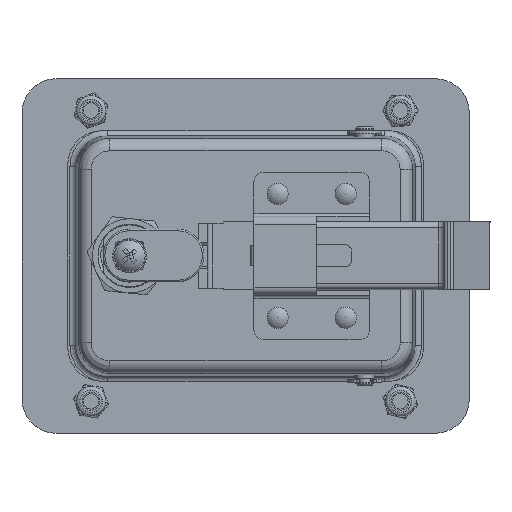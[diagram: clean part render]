
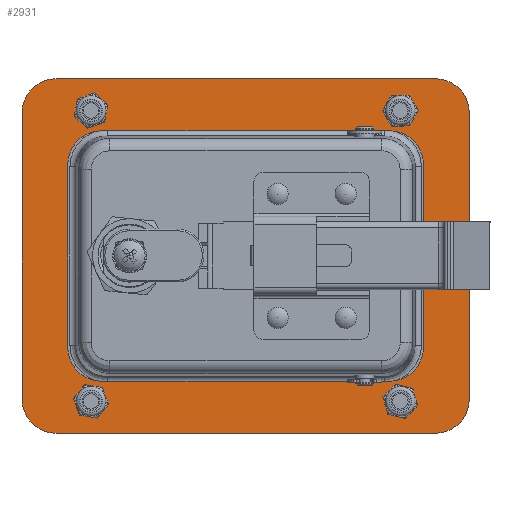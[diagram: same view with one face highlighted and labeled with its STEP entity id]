
A CAD part, top view. The second image highlights one B-rep face of the part: STEP entity #2931.
In plain terms, the highlighted planar face has unit normal (0, 0, 1).
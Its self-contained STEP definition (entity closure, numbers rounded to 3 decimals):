
#2931=ADVANCED_FACE('',(#5508,#5509,#5510,#5511,#5512,#5513),#5514,.F.);
#5508=FACE_BOUND('',#14173,.T.);
#5509=FACE_BOUND('',#14174,.T.);
#5510=FACE_BOUND('',#14175,.T.);
#5511=FACE_BOUND('',#14176,.T.);
#5512=FACE_OUTER_BOUND('',#14177,.T.);
#5513=FACE_BOUND('',#14178,.T.);
#5514=PLANE('',#14179);
#14173=EDGE_LOOP('',(#23206));
#14174=EDGE_LOOP('',(#23207));
#14175=EDGE_LOOP('',(#23208));
#14176=EDGE_LOOP('',(#23209));
#14177=EDGE_LOOP('',(#23210,#23211,#23212,#23213,#23214,#23215,#23216,#23217));
#14178=EDGE_LOOP('',(#23218,#23219,#23220,#23221,#23222,#23223,#23224,#23225));
#14179=AXIS2_PLACEMENT_3D('',#23226,#23227,#23228);
#23206=ORIENTED_EDGE('',*,*,#26682,.T.);
#23207=ORIENTED_EDGE('',*,*,#26683,.T.);
#23208=ORIENTED_EDGE('',*,*,#26684,.T.);
#23209=ORIENTED_EDGE('',*,*,#26685,.T.);
#23210=ORIENTED_EDGE('',*,*,#26694,.F.);
#23211=ORIENTED_EDGE('',*,*,#26656,.T.);
#23212=ORIENTED_EDGE('',*,*,#26695,.F.);
#23213=ORIENTED_EDGE('',*,*,#26644,.T.);
#23214=ORIENTED_EDGE('',*,*,#26696,.F.);
#23215=ORIENTED_EDGE('',*,*,#26648,.T.);
#23216=ORIENTED_EDGE('',*,*,#26697,.F.);
#23217=ORIENTED_EDGE('',*,*,#26652,.T.);
#23218=ORIENTED_EDGE('',*,*,#26698,.T.);
#23219=ORIENTED_EDGE('',*,*,#26674,.T.);
#23220=ORIENTED_EDGE('',*,*,#26699,.T.);
#23221=ORIENTED_EDGE('',*,*,#26668,.T.);
#23222=ORIENTED_EDGE('',*,*,#26700,.T.);
#23223=ORIENTED_EDGE('',*,*,#26659,.T.);
#23224=ORIENTED_EDGE('',*,*,#26701,.T.);
#23225=ORIENTED_EDGE('',*,*,#26680,.T.);
#23226=CARTESIAN_POINT('',(-72.3,-57.3,1.5));
#23227=DIRECTION('',(-0.0,0.0,-1.0));
#23228=DIRECTION('',(-1.0,0.,0.0));
#26644=EDGE_CURVE('',#31396,#31394,#31397,.F.);
#26648=EDGE_CURVE('',#31404,#31402,#31405,.F.);
#26652=EDGE_CURVE('',#31412,#31410,#31413,.F.);
#26656=EDGE_CURVE('',#31420,#31418,#31421,.F.);
#26659=EDGE_CURVE('',#31425,#31423,#31426,.T.);
#26668=EDGE_CURVE('',#31440,#31438,#31441,.T.);
#26674=EDGE_CURVE('',#31450,#31448,#31451,.T.);
#26680=EDGE_CURVE('',#31460,#31458,#31461,.T.);
#26682=EDGE_CURVE('',#31463,#31463,#31464,.T.);
#26683=EDGE_CURVE('',#31465,#31465,#31466,.T.);
#26684=EDGE_CURVE('',#31467,#31467,#31468,.T.);
#26685=EDGE_CURVE('',#31469,#31469,#31470,.T.);
#26694=EDGE_CURVE('',#31420,#31410,#31479,.T.);
#26695=EDGE_CURVE('',#31396,#31418,#31480,.T.);
#26696=EDGE_CURVE('',#31404,#31394,#31481,.T.);
#26697=EDGE_CURVE('',#31412,#31402,#31482,.T.);
#26698=EDGE_CURVE('',#31458,#31450,#31483,.T.);
#26699=EDGE_CURVE('',#31448,#31440,#31484,.T.);
#26700=EDGE_CURVE('',#31438,#31425,#31485,.T.);
#26701=EDGE_CURVE('',#31423,#31460,#31486,.T.);
#31394=VERTEX_POINT('',#40663);
#31396=VERTEX_POINT('',#40666);
#31397=CIRCLE('',#40667,11.);
#31402=VERTEX_POINT('',#40673);
#31404=VERTEX_POINT('',#40676);
#31405=CIRCLE('',#40677,11.);
#31410=VERTEX_POINT('',#40683);
#31412=VERTEX_POINT('',#40686);
#31413=CIRCLE('',#40687,11.);
#31418=VERTEX_POINT('',#40693);
#31420=VERTEX_POINT('',#40696);
#31421=CIRCLE('',#40697,11.);
#31423=VERTEX_POINT('',#40700);
#31425=VERTEX_POINT('',#40703);
#31426=CIRCLE('',#40704,11.);
#31438=VERTEX_POINT('',#40721);
#31440=VERTEX_POINT('',#40724);
#31441=CIRCLE('',#40725,11.);
#31448=VERTEX_POINT('',#40735);
#31450=VERTEX_POINT('',#40738);
#31451=CIRCLE('',#40739,11.);
#31458=VERTEX_POINT('',#40749);
#31460=VERTEX_POINT('',#40752);
#31461=CIRCLE('',#40753,11.);
#31463=VERTEX_POINT('',#40756);
#31464=CIRCLE('',#40757,3.5);
#31465=VERTEX_POINT('',#40758);
#31466=CIRCLE('',#40759,3.5);
#31467=VERTEX_POINT('',#40760);
#31468=CIRCLE('',#40761,3.5);
#31469=VERTEX_POINT('',#40762);
#31470=CIRCLE('',#40763,3.5);
#31479=LINE('',#40780,#40781);
#31480=LINE('',#40782,#40783);
#31481=LINE('',#40784,#40785);
#31482=LINE('',#40786,#40787);
#31483=LINE('',#40788,#40789);
#31484=LINE('',#40790,#40791);
#31485=LINE('',#40792,#40793);
#31486=LINE('',#40794,#40795);
#40663=CARTESIAN_POINT('',(-61.3,-57.3,1.5));
#40666=CARTESIAN_POINT('',(-72.3,-46.3,1.5));
#40667=AXIS2_PLACEMENT_3D('',#45431,#45432,#45433);
#40673=CARTESIAN_POINT('',(72.3,-46.3,1.5));
#40676=CARTESIAN_POINT('',(61.3,-57.3,1.5));
#40677=AXIS2_PLACEMENT_3D('',#45439,#45440,#45441);
#40683=CARTESIAN_POINT('',(61.3,57.3,1.5));
#40686=CARTESIAN_POINT('',(72.3,46.3,1.5));
#40687=AXIS2_PLACEMENT_3D('',#45447,#45448,#45449);
#40693=CARTESIAN_POINT('',(-72.3,46.3,1.5));
#40696=CARTESIAN_POINT('',(-61.3,57.3,1.5));
#40697=AXIS2_PLACEMENT_3D('',#45455,#45456,#45457);
#40700=CARTESIAN_POINT('',(-46.5,40.5,1.5));
#40703=CARTESIAN_POINT('',(-57.5,29.5,1.5));
#40704=AXIS2_PLACEMENT_3D('',#45460,#45461,#45462);
#40721=CARTESIAN_POINT('',(-57.5,-29.5,1.5));
#40724=CARTESIAN_POINT('',(-46.5,-40.5,1.5));
#40725=AXIS2_PLACEMENT_3D('',#45475,#45476,#45477);
#40735=CARTESIAN_POINT('',(46.5,-40.5,1.5));
#40738=CARTESIAN_POINT('',(57.5,-29.5,1.5));
#40739=AXIS2_PLACEMENT_3D('',#45485,#45486,#45487);
#40749=CARTESIAN_POINT('',(57.5,29.5,1.5));
#40752=CARTESIAN_POINT('',(46.5,40.5,1.5));
#40753=AXIS2_PLACEMENT_3D('',#45495,#45496,#45497);
#40756=CARTESIAN_POINT('',(-50.0,-50.5,1.5));
#40757=AXIS2_PLACEMENT_3D('',#45499,#45500,#45501);
#40758=CARTESIAN_POINT('',(50.,-50.5,1.5));
#40759=AXIS2_PLACEMENT_3D('',#45502,#45503,#45504);
#40760=CARTESIAN_POINT('',(50.,43.5,1.5));
#40761=AXIS2_PLACEMENT_3D('',#45505,#45506,#45507);
#40762=CARTESIAN_POINT('',(-50.0,43.5,1.5));
#40763=AXIS2_PLACEMENT_3D('',#45508,#45509,#45510);
#40780=CARTESIAN_POINT('',(-72.3,57.3,1.5));
#40781=VECTOR('',#45519,1.0);
#40782=CARTESIAN_POINT('',(-72.3,-57.3,1.5));
#40783=VECTOR('',#45520,1.0);
#40784=CARTESIAN_POINT('',(72.3,-57.3,1.5));
#40785=VECTOR('',#45521,1.0);
#40786=CARTESIAN_POINT('',(72.3,57.3,1.5));
#40787=VECTOR('',#45522,1.0);
#40788=CARTESIAN_POINT('',(57.5,40.5,1.5));
#40789=VECTOR('',#45523,1.0);
#40790=CARTESIAN_POINT('',(57.5,-40.5,1.5));
#40791=VECTOR('',#45524,1.0);
#40792=CARTESIAN_POINT('',(-57.5,-40.5,1.5));
#40793=VECTOR('',#45525,1.0);
#40794=CARTESIAN_POINT('',(-57.5,40.5,1.5));
#40795=VECTOR('',#45526,1.0);
#45431=CARTESIAN_POINT('',(-61.3,-46.3,1.5));
#45432=DIRECTION('',(0.0,0.0,-1.0));
#45433=DIRECTION('',(0.,-1.0,0.0));
#45439=CARTESIAN_POINT('',(61.3,-46.3,1.5));
#45440=DIRECTION('',(0.0,0.0,-1.0));
#45441=DIRECTION('',(0.,-1.0,0.0));
#45447=CARTESIAN_POINT('',(61.3,46.3,1.5));
#45448=DIRECTION('',(0.0,0.0,-1.0));
#45449=DIRECTION('',(0.,-1.0,0.0));
#45455=CARTESIAN_POINT('',(-61.3,46.3,1.5));
#45456=DIRECTION('',(0.0,0.0,-1.0));
#45457=DIRECTION('',(0.,-1.0,0.0));
#45460=CARTESIAN_POINT('',(-46.5,29.5,1.5));
#45461=DIRECTION('',(0.0,0.0,-1.0));
#45462=DIRECTION('',(0.,-1.0,0.0));
#45475=CARTESIAN_POINT('',(-46.5,-29.5,1.5));
#45476=DIRECTION('',(0.0,0.0,-1.0));
#45477=DIRECTION('',(0.,-1.0,0.0));
#45485=CARTESIAN_POINT('',(46.5,-29.5,1.5));
#45486=DIRECTION('',(0.0,0.0,-1.0));
#45487=DIRECTION('',(0.,-1.0,0.0));
#45495=CARTESIAN_POINT('',(46.5,29.5,1.5));
#45496=DIRECTION('',(0.0,0.0,-1.0));
#45497=DIRECTION('',(0.,-1.0,0.0));
#45499=CARTESIAN_POINT('',(-50.0,-47.,1.5));
#45500=DIRECTION('',(0.0,0.0,-1.0));
#45501=DIRECTION('',(0.,-1.0,0.0));
#45502=CARTESIAN_POINT('',(50.,-47.,1.5));
#45503=DIRECTION('',(0.0,0.0,-1.0));
#45504=DIRECTION('',(0.,-1.0,0.0));
#45505=CARTESIAN_POINT('',(50.,47.0,1.5));
#45506=DIRECTION('',(0.0,0.0,-1.0));
#45507=DIRECTION('',(0.,-1.0,0.0));
#45508=CARTESIAN_POINT('',(-50.0,47.0,1.5));
#45509=DIRECTION('',(0.0,0.0,-1.0));
#45510=DIRECTION('',(0.,-1.0,0.0));
#45519=DIRECTION('',(1.0,0.,0.0));
#45520=DIRECTION('',(0.,1.0,0.0));
#45521=DIRECTION('',(-1.0,0.,0.0));
#45522=DIRECTION('',(0.,-1.0,0.0));
#45523=DIRECTION('',(0.,-1.0,0.0));
#45524=DIRECTION('',(-1.0,0.,0.0));
#45525=DIRECTION('',(0.,1.0,0.0));
#45526=DIRECTION('',(1.0,0.,0.0));
